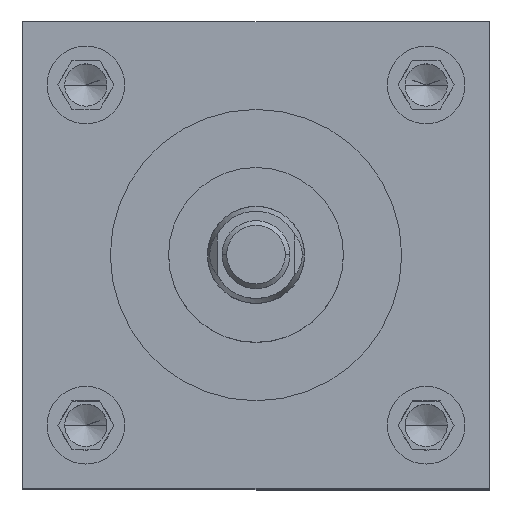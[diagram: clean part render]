
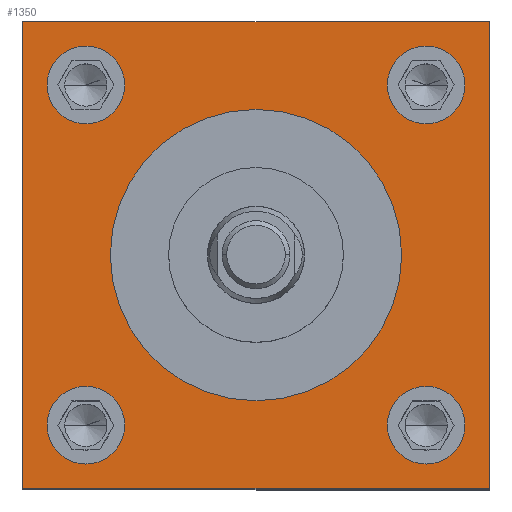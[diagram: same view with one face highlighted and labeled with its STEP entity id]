
A CAD part, top view. The second image highlights one B-rep face of the part: STEP entity #1350.
In plain terms, the highlighted planar face has unit normal (0, 0, 1).
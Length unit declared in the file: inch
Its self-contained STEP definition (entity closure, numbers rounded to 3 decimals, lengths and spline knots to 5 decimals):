
#44 = EDGE_LOOP ( 'NONE', ( #5850, #4664 ) ) ;
#69 = FACE_BOUND ( 'NONE', #2080, .T. ) ;
#118 = CARTESIAN_POINT ( 'NONE',  ( -1.5, -1.5, 6.75 ) ) ;
#259 = DIRECTION ( 'NONE',  ( 0., -1., 0. ) ) ;
#273 = CARTESIAN_POINT ( 'NONE',  ( 1.095, 1.095, 6.75 ) ) ;
#357 = DIRECTION ( 'NONE',  ( 0., 0., 1. ) ) ;
#438 = AXIS2_PLACEMENT_3D ( 'NONE', #2739, #357, #5636 ) ;
#476 = FACE_BOUND ( 'NONE', #2022, .T. ) ;
#510 = CARTESIAN_POINT ( 'NONE',  ( -0.845, 1.095, 6.75 ) ) ;
#537 = FACE_BOUND ( 'NONE', #44, .T. ) ;
#739 = ORIENTED_EDGE ( 'NONE', *, *, #3675, .T. ) ;
#775 = CARTESIAN_POINT ( 'NONE',  ( -1.5, -1.5, 6.75 ) ) ;
#837 = VECTOR ( 'NONE', #3658, 39.37008 ) ;
#841 = ORIENTED_EDGE ( 'NONE', *, *, #2490, .F. ) ;
#872 = ORIENTED_EDGE ( 'NONE', *, *, #5650, .F. ) ;
#941 = ORIENTED_EDGE ( 'NONE', *, *, #3304, .F. ) ;
#946 = VERTEX_POINT ( 'NONE', #3323 ) ;
#961 = DIRECTION ( 'NONE',  ( 0., 0., 1. ) ) ;
#985 = EDGE_LOOP ( 'NONE', ( #1984, #5779, #739, #3177 ) ) ;
#1033 = CARTESIAN_POINT ( 'NONE',  ( -1.095, -1.095, 6.75 ) ) ;
#1071 = CARTESIAN_POINT ( 'NONE',  ( -1.345, -1.095, 6.75 ) ) ;
#1160 = DIRECTION ( 'NONE',  ( 1., 0., 0. ) ) ;
#1220 = CARTESIAN_POINT ( 'NONE',  ( -1.5, -1.5, 6.75 ) ) ;
#1240 = LINE ( 'NONE', #775, #2788 ) ;
#1350 = ADVANCED_FACE ( 'NONE', ( #4859, #476, #537, #2892, #69, #4287 ), #1434, .F. ) ;
#1434 = PLANE ( 'NONE',  #4555 ) ;
#1448 = CARTESIAN_POINT ( 'NONE',  ( -1.095, 1.095, 6.75 ) ) ;
#1456 = VERTEX_POINT ( 'NONE', #1793 ) ;
#1460 = CARTESIAN_POINT ( 'NONE',  ( -1.095, 1.095, 6.75 ) ) ;
#1478 = DIRECTION ( 'NONE',  ( 0., 0., 1. ) ) ;
#1488 = AXIS2_PLACEMENT_3D ( 'NONE', #273, #2652, #2779 ) ;
#1567 = DIRECTION ( 'NONE',  ( 0., 0., 1. ) ) ;
#1568 = DIRECTION ( 'NONE',  ( 0., 0., 1. ) ) ;
#1579 = DIRECTION ( 'NONE',  ( 0., 0., 1. ) ) ;
#1599 = DIRECTION ( 'NONE',  ( 1., 0., 0. ) ) ;
#1691 = EDGE_CURVE ( 'NONE', #5817, #2573, #4690, .T. ) ;
#1728 = CARTESIAN_POINT ( 'NONE',  ( 1.5, -1.5, 6.75 ) ) ;
#1745 = ORIENTED_EDGE ( 'NONE', *, *, #4167, .F. ) ;
#1793 = CARTESIAN_POINT ( 'NONE',  ( 1.5, 1.5, 6.75 ) ) ;
#1816 = CARTESIAN_POINT ( 'NONE',  ( 1.5, -1.5, 6.75 ) ) ;
#1827 = DIRECTION ( 'NONE',  ( 0., 1., 0. ) ) ;
#1838 = CARTESIAN_POINT ( 'NONE',  ( 1.345, -1.095, 6.75 ) ) ;
#1840 = ORIENTED_EDGE ( 'NONE', *, *, #1691, .F. ) ;
#1982 = EDGE_CURVE ( 'NONE', #1456, #2860, #5089, .T. ) ;
#1984 = ORIENTED_EDGE ( 'NONE', *, *, #4454, .T. ) ;
#2022 = EDGE_LOOP ( 'NONE', ( #5632, #872 ) ) ;
#2080 = EDGE_LOOP ( 'NONE', ( #2432, #841 ) ) ;
#2172 = LINE ( 'NONE', #1728, #4488 ) ;
#2274 = CIRCLE ( 'NONE', #3591, 0.25 ) ;
#2283 = EDGE_CURVE ( 'NONE', #946, #4192, #2427, .T. ) ;
#2325 = CIRCLE ( 'NONE', #438, 0.9375 ) ;
#2387 = CIRCLE ( 'NONE', #5317, 0.25 ) ;
#2421 = VERTEX_POINT ( 'NONE', #5174 ) ;
#2427 = CIRCLE ( 'NONE', #3754, 0.9375 ) ;
#2432 = ORIENTED_EDGE ( 'NONE', *, *, #2283, .F. ) ;
#2490 = EDGE_CURVE ( 'NONE', #4192, #946, #2325, .T. ) ;
#2553 = CARTESIAN_POINT ( 'NONE',  ( 0.845, -1.095, 6.75 ) ) ;
#2564 = DIRECTION ( 'NONE',  ( 1., 0., 0. ) ) ;
#2573 = VERTEX_POINT ( 'NONE', #510 ) ;
#2595 = DIRECTION ( 'NONE',  ( 1., 0., 0. ) ) ;
#2652 = DIRECTION ( 'NONE',  ( 0., 0., 1. ) ) ;
#2739 = CARTESIAN_POINT ( 'NONE',  ( 0., 0., 6.75 ) ) ;
#2779 = DIRECTION ( 'NONE',  ( 1., 0., 0. ) ) ;
#2788 = VECTOR ( 'NONE', #259, 39.37008 ) ;
#2804 = CARTESIAN_POINT ( 'NONE',  ( 1.095, -1.095, 6.75 ) ) ;
#2834 = CARTESIAN_POINT ( 'NONE',  ( -0.9375, 0., 6.75 ) ) ;
#2841 = CARTESIAN_POINT ( 'NONE',  ( -1.345, 1.095, 6.75 ) ) ;
#2860 = VERTEX_POINT ( 'NONE', #6152 ) ;
#2892 = FACE_BOUND ( 'NONE', #5689, .T. ) ;
#2893 = DIRECTION ( 'NONE',  ( 1., 0., 0. ) ) ;
#2972 = AXIS2_PLACEMENT_3D ( 'NONE', #1448, #1478, #5838 ) ;
#3100 = DIRECTION ( 'NONE',  ( 1., 0., 0. ) ) ;
#3177 = ORIENTED_EDGE ( 'NONE', *, *, #1982, .T. ) ;
#3194 = CARTESIAN_POINT ( 'NONE',  ( 0.845, 1.095, 6.75 ) ) ;
#3209 = AXIS2_PLACEMENT_3D ( 'NONE', #3308, #961, #2893 ) ;
#3304 = EDGE_CURVE ( 'NONE', #3914, #4910, #4483, .T. ) ;
#3308 = CARTESIAN_POINT ( 'NONE',  ( 1.095, -1.095, 6.75 ) ) ;
#3323 = CARTESIAN_POINT ( 'NONE',  ( 0.9375, 0., 6.75 ) ) ;
#3482 = CIRCLE ( 'NONE', #3794, 0.25 ) ;
#3509 = EDGE_CURVE ( 'NONE', #2573, #5817, #2274, .T. ) ;
#3591 = AXIS2_PLACEMENT_3D ( 'NONE', #1460, #1579, #2564 ) ;
#3658 = DIRECTION ( 'NONE',  ( -1., 0., 0. ) ) ;
#3675 = EDGE_CURVE ( 'NONE', #4201, #1456, #2172, .T. ) ;
#3719 = CIRCLE ( 'NONE', #5833, 0.25 ) ;
#3754 = AXIS2_PLACEMENT_3D ( 'NONE', #3989, #1568, #5023 ) ;
#3794 = AXIS2_PLACEMENT_3D ( 'NONE', #4484, #1567, #1599 ) ;
#3828 = EDGE_LOOP ( 'NONE', ( #1745, #941 ) ) ;
#3914 = VERTEX_POINT ( 'NONE', #2553 ) ;
#3989 = CARTESIAN_POINT ( 'NONE',  ( 0., 0., 6.75 ) ) ;
#4063 = CARTESIAN_POINT ( 'NONE',  ( -1.095, -1.095, 6.75 ) ) ;
#4094 = ORIENTED_EDGE ( 'NONE', *, *, #3509, .F. ) ;
#4167 = EDGE_CURVE ( 'NONE', #4910, #3914, #4322, .T. ) ;
#4192 = VERTEX_POINT ( 'NONE', #2834 ) ;
#4201 = VERTEX_POINT ( 'NONE', #1816 ) ;
#4222 = CIRCLE ( 'NONE', #1488, 0.25 ) ;
#4287 = FACE_OUTER_BOUND ( 'NONE', #985, .T. ) ;
#4305 = EDGE_CURVE ( 'NONE', #5109, #5224, #3482, .T. ) ;
#4322 = CIRCLE ( 'NONE', #3209, 0.25 ) ;
#4376 = CARTESIAN_POINT ( 'NONE',  ( 1.345, 1.095, 6.75 ) ) ;
#4423 = VECTOR ( 'NONE', #3100, 39.37008 ) ;
#4454 = EDGE_CURVE ( 'NONE', #2860, #5663, #1240, .T. ) ;
#4483 = CIRCLE ( 'NONE', #5281, 0.25 ) ;
#4484 = CARTESIAN_POINT ( 'NONE',  ( 1.095, 1.095, 6.75 ) ) ;
#4488 = VECTOR ( 'NONE', #1827, 39.37008 ) ;
#4555 = AXIS2_PLACEMENT_3D ( 'NONE', #4762, #5293, #4828 ) ;
#4664 = ORIENTED_EDGE ( 'NONE', *, *, #5951, .F. ) ;
#4690 = CIRCLE ( 'NONE', #2972, 0.25 ) ;
#4734 = DIRECTION ( 'NONE',  ( 1., 0., 0. ) ) ;
#4762 = CARTESIAN_POINT ( 'NONE',  ( -1.5, 1.5, 6.75 ) ) ;
#4828 = DIRECTION ( 'NONE',  ( -1., 0., 0. ) ) ;
#4859 = FACE_BOUND ( 'NONE', #3828, .T. ) ;
#4910 = VERTEX_POINT ( 'NONE', #1838 ) ;
#4932 = DIRECTION ( 'NONE',  ( 0., 0., 1. ) ) ;
#5006 = DIRECTION ( 'NONE',  ( 0., 0., 1. ) ) ;
#5023 = DIRECTION ( 'NONE',  ( 1., 0., 0. ) ) ;
#5089 = LINE ( 'NONE', #6050, #837 ) ;
#5109 = VERTEX_POINT ( 'NONE', #4376 ) ;
#5174 = CARTESIAN_POINT ( 'NONE',  ( -0.845, -1.095, 6.75 ) ) ;
#5224 = VERTEX_POINT ( 'NONE', #3194 ) ;
#5243 = EDGE_CURVE ( 'NONE', #2421, #5526, #2387, .T. ) ;
#5281 = AXIS2_PLACEMENT_3D ( 'NONE', #2804, #5770, #4734 ) ;
#5293 = DIRECTION ( 'NONE',  ( 0., 0., -1. ) ) ;
#5317 = AXIS2_PLACEMENT_3D ( 'NONE', #4063, #5006, #2595 ) ;
#5438 = LINE ( 'NONE', #118, #4423 ) ;
#5523 = EDGE_CURVE ( 'NONE', #5663, #4201, #5438, .T. ) ;
#5526 = VERTEX_POINT ( 'NONE', #1071 ) ;
#5632 = ORIENTED_EDGE ( 'NONE', *, *, #4305, .F. ) ;
#5636 = DIRECTION ( 'NONE',  ( 1., 0., 0. ) ) ;
#5650 = EDGE_CURVE ( 'NONE', #5224, #5109, #4222, .T. ) ;
#5663 = VERTEX_POINT ( 'NONE', #1220 ) ;
#5689 = EDGE_LOOP ( 'NONE', ( #4094, #1840 ) ) ;
#5770 = DIRECTION ( 'NONE',  ( 0., 0., 1. ) ) ;
#5779 = ORIENTED_EDGE ( 'NONE', *, *, #5523, .T. ) ;
#5817 = VERTEX_POINT ( 'NONE', #2841 ) ;
#5833 = AXIS2_PLACEMENT_3D ( 'NONE', #1033, #4932, #1160 ) ;
#5838 = DIRECTION ( 'NONE',  ( 1., 0., 0. ) ) ;
#5850 = ORIENTED_EDGE ( 'NONE', *, *, #5243, .F. ) ;
#5951 = EDGE_CURVE ( 'NONE', #5526, #2421, #3719, .T. ) ;
#6050 = CARTESIAN_POINT ( 'NONE',  ( -1.5, 1.5, 6.75 ) ) ;
#6152 = CARTESIAN_POINT ( 'NONE',  ( -1.5, 1.5, 6.75 ) ) ;
